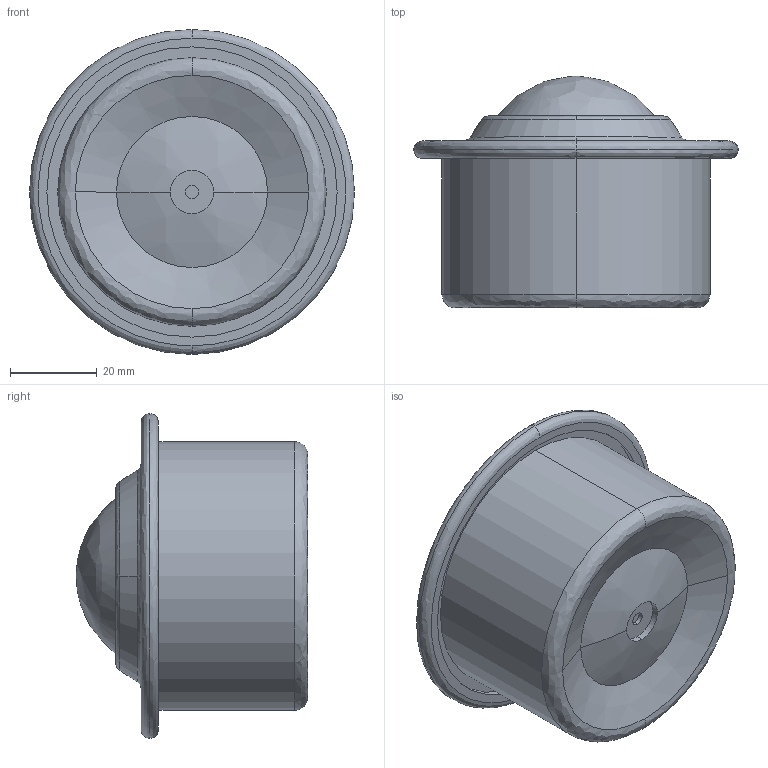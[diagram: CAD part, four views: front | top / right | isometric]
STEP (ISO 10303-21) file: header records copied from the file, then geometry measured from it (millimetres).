
FILE_DESCRIPTION (( 'STEP AP214' ), '1' );
FILE_NAME ('0017510.step', '2020-11-27T11:00:41', ( '' ), ( '' ), 'SwSTEP 2.0', 'SolidWorks 2018', '' );
FILE_SCHEMA (( 'AUTOMOTIVE_DESIGN' ));
Length unit declared in the file: millimetre
Products named in the file (1): 0017510
Bounding box: 75 x 53.5 x 75 mm (x, y, z)
Volume: 130284.2 mm3; surface area: 17285.7 mm2
Topology: 1 solids, 1 shells, 31 faces, 68 edges, 44 vertices
Faces by surface type: bspline 13, cylinder 8, plane 6, cone 4
Entity records: 1581 total; most frequent: CARTESIAN_POINT 891, DIRECTION 142, ORIENTED_EDGE 136, EDGE_CURVE 68, AXIS2_PLACEMENT_3D 65, CIRCLE 46, VERTEX_POINT 44, EDGE_LOOP 36
